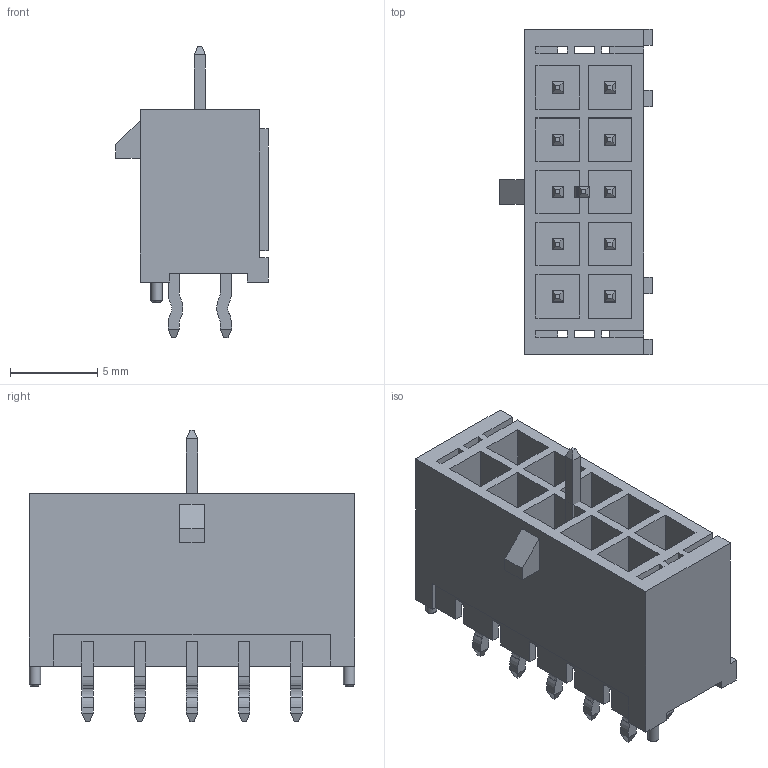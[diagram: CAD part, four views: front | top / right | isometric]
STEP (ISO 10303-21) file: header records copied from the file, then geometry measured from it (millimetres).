
FILE_DESCRIPTION( ( 'Unknown' ), '1' );
FILE_NAME( '66201021122.stp', 'Unknown', ( 'Unknown' ), ( 'Unknown' ), 'PSStep 14.0', 'Unknown', ' ' );
FILE_SCHEMA( ( 'AUTOMOTIVE_DESIGN { 1 0 10303 214 1 1 1 1 }' ) );
Length unit declared in the file: millimetre
Products named in the file (3): Assem1; 6620xx21122_PIN; 66201021122
Bounding box: 8.76 x 18.7 x 16.75 mm (x, y, z)
Volume: 1535.1 mm3; surface area: 3792.2 mm2
Topology: 13 solids, 13 shells, 752 faces, 2100 edges, 1368 vertices
Faces by surface type: plane 678, cylinder 70, cone 4
Full cylindrical faces by diameter (mm): 0.65 x4
Entity records: 10632 total; most frequent: CARTESIAN_POINT 1529, ORIENTED_EDGE 1512, DIRECTION 1316, EDGE_CURVE 756, LINE 738, VECTOR 738, VERTEX_POINT 502, EDGE_LOOP 292
